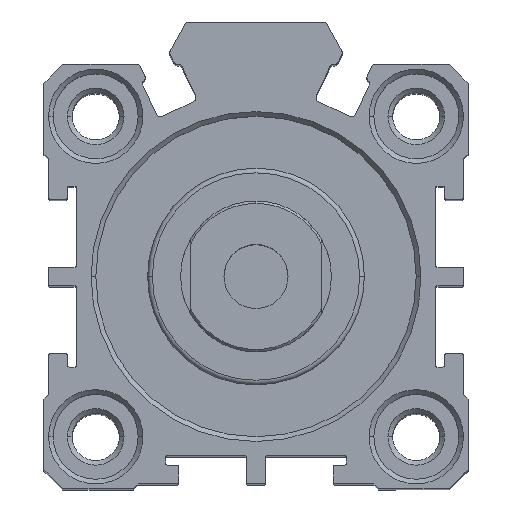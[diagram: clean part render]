
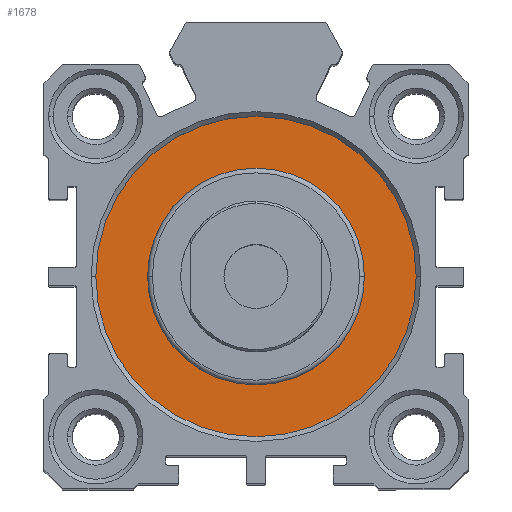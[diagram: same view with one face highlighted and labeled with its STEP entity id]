
A CAD part, top view. The second image highlights one B-rep face of the part: STEP entity #1678.
In plain terms, the highlighted planar face has unit normal (0, 0, 1).
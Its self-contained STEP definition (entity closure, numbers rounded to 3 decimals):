
#166 = DIRECTION ( 'NONE',  ( 0., 0., 1. ) ) ;
#336 = CARTESIAN_POINT ( 'NONE',  ( 0., 0., 38.4 ) ) ;
#367 = DIRECTION ( 'NONE',  ( 1., 0., 0. ) ) ;
#570 = CARTESIAN_POINT ( 'NONE',  ( 11.5, 0., 38.4 ) ) ;
#956 = DIRECTION ( 'NONE',  ( 1., 0., 0. ) ) ;
#995 = FACE_OUTER_BOUND ( 'NONE', #2467, .T. ) ;
#1032 = CARTESIAN_POINT ( 'NONE',  ( -17., 0., 38.4 ) ) ;
#1585 = DIRECTION ( 'NONE',  ( 0., 0., 1. ) ) ;
#1597 = EDGE_LOOP ( 'NONE', ( #4850, #6833 ) ) ;
#1678 = ADVANCED_FACE ( 'NONE', ( #7759, #995 ), #6503, .T. ) ;
#2127 = DIRECTION ( 'NONE',  ( 0., 0., 1. ) ) ;
#2452 = CARTESIAN_POINT ( 'NONE',  ( -11.5, 0., 38.4 ) ) ;
#2467 = EDGE_LOOP ( 'NONE', ( #3993, #5272 ) ) ;
#2628 = VERTEX_POINT ( 'NONE', #570 ) ;
#2864 = CARTESIAN_POINT ( 'NONE',  ( 0., 0., 38.4 ) ) ;
#2890 = EDGE_CURVE ( 'NONE', #2628, #4181, #7239, .T. ) ;
#3400 = EDGE_CURVE ( 'NONE', #4772, #5222, #3612, .T. ) ;
#3612 = CIRCLE ( 'NONE', #6742, 17. ) ;
#3914 = CARTESIAN_POINT ( 'NONE',  ( 0., 0., 38.4 ) ) ;
#3993 = ORIENTED_EDGE ( 'NONE', *, *, #7969, .T. ) ;
#4109 = DIRECTION ( 'NONE',  ( 0., 0., 1. ) ) ;
#4181 = VERTEX_POINT ( 'NONE', #2452 ) ;
#4506 = EDGE_CURVE ( 'NONE', #4181, #2628, #5418, .T. ) ;
#4545 = DIRECTION ( 'NONE',  ( 1., 0., 0. ) ) ;
#4699 = DIRECTION ( 'NONE',  ( 0., 0., 1. ) ) ;
#4772 = VERTEX_POINT ( 'NONE', #1032 ) ;
#4850 = ORIENTED_EDGE ( 'NONE', *, *, #4506, .F. ) ;
#4900 = CARTESIAN_POINT ( 'NONE',  ( 17., 0., 38.4 ) ) ;
#4924 = CIRCLE ( 'NONE', #4949, 17. ) ;
#4949 = AXIS2_PLACEMENT_3D ( 'NONE', #5293, #1585, #5904 ) ;
#5222 = VERTEX_POINT ( 'NONE', #4900 ) ;
#5223 = AXIS2_PLACEMENT_3D ( 'NONE', #2864, #4109, #367 ) ;
#5272 = ORIENTED_EDGE ( 'NONE', *, *, #3400, .T. ) ;
#5293 = CARTESIAN_POINT ( 'NONE',  ( 0., 0., 38.4 ) ) ;
#5418 = CIRCLE ( 'NONE', #6950, 11.5 ) ;
#5795 = CARTESIAN_POINT ( 'NONE',  ( 0., 0., 38.4 ) ) ;
#5904 = DIRECTION ( 'NONE',  ( 1., 0., 0. ) ) ;
#6407 = DIRECTION ( 'NONE',  ( 1., 0., 0. ) ) ;
#6503 = PLANE ( 'NONE',  #5223 ) ;
#6643 = AXIS2_PLACEMENT_3D ( 'NONE', #5795, #2127, #6407 ) ;
#6742 = AXIS2_PLACEMENT_3D ( 'NONE', #336, #4699, #956 ) ;
#6833 = ORIENTED_EDGE ( 'NONE', *, *, #2890, .F. ) ;
#6950 = AXIS2_PLACEMENT_3D ( 'NONE', #3914, #166, #4545 ) ;
#7239 = CIRCLE ( 'NONE', #6643, 11.5 ) ;
#7759 = FACE_BOUND ( 'NONE', #1597, .T. ) ;
#7969 = EDGE_CURVE ( 'NONE', #5222, #4772, #4924, .T. ) ;
